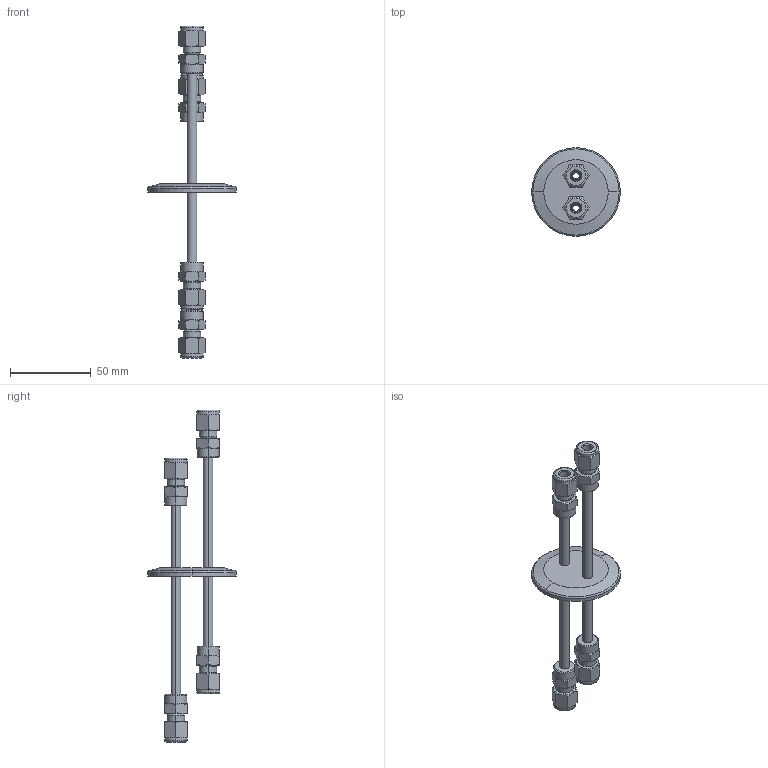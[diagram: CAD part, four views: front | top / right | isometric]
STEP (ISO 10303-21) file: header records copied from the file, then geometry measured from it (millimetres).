
FILE_DESCRIPTION (( 'STEP AP214' ), '1' );
FILE_NAME ('120XFL040-2-SS.stp', '2017-05-31T12:41:37', ( '' ), ( '' ), 'SwSTEP 2.0', 'SolidWorks 2015', '' );
FILE_SCHEMA (( 'AUTOMOTIVE_DESIGN' ));
Length unit declared in the file: millimetre
Products named in the file (1): 120XFL040-2-SS
Bounding box: 55 x 55 x 206 mm (x, y, z)
Volume: 27596.3 mm3; surface area: 21848.2 mm2
Topology: 1 solids, 5 shells, 326 faces, 698 edges, 408 vertices
Faces by surface type: cone 170, plane 84, cylinder 58, bspline 8, torus 6
Entity records: 13652 total; most frequent: CARTESIAN_POINT 3177, DIRECTION 1454, ORIENTED_EDGE 1396, EDGE_CURVE 698, AXIS2_PLACEMENT_3D 637, VERTEX_POINT 408, EDGE_LOOP 364, UNCERTAINTY_MEASURE_WITH_UNIT 329
